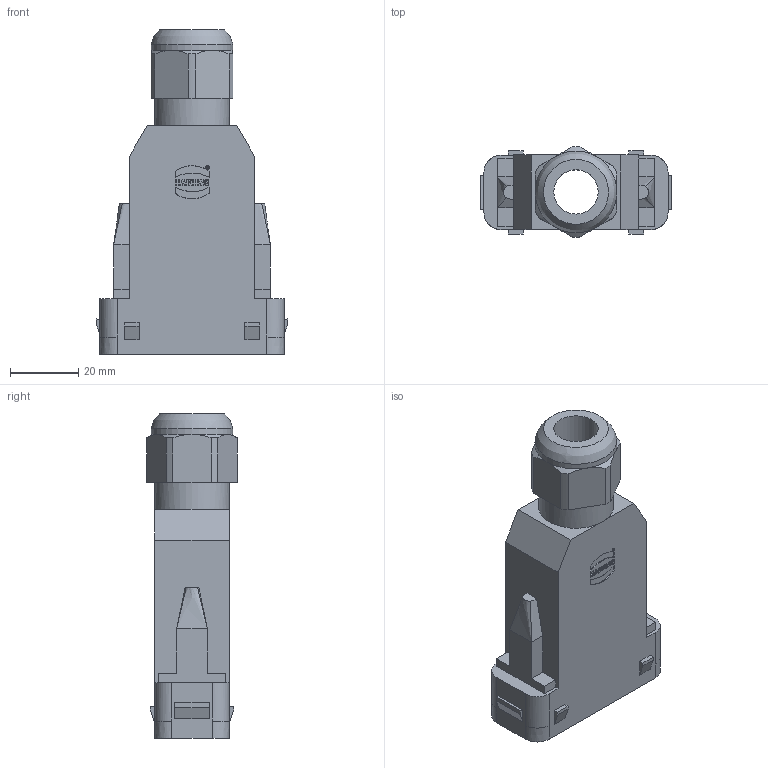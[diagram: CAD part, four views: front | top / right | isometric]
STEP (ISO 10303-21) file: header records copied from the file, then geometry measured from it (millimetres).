
FILE_DESCRIPTION(/* description */ (''),/* implementation_level */ '2;1');
FILE_NAME(/* name */ '100211701ugm000_b.stp',/* time_stamp */ '2019-10-31T14:09:17+01:00',/* author */ (''),/* organization */ (''),/* preprocessor_version */ 'ST-DEVELOPER v16.7',/* originating_system */ 'SIEMENS PLM Software NX 12.0',/* authorisation */ '');
FILE_SCHEMA (('AUTOMOTIVE_DESIGN { 1 0 10303 214 3 1 1 1 }'));
Length unit declared in the file: millimetre
Products named in the file (1): 100211701ugm000_b
Bounding box: 56.3 x 26.49 x 95.1 mm (x, y, z)
Volume: 33512.3 mm3; surface area: 21567.4 mm2
Topology: 1 solids, 1 shells, 323 faces, 854 edges, 564 vertices
Faces by surface type: plane 259, cylinder 34, bspline 24, cone 6
Full cylindrical faces by diameter (mm): 0.7 x1, 0.981 x1, 5.6 x2, 13 x1, 14.5 x1, 22 x1, 24 x1
Entity records: 12948 total; most frequent: CARTESIAN_POINT 2828, ORIENTED_EDGE 1684, DIRECTION 1462, EDGE_CURVE 842, LINE 690, VECTOR 690, VERTEX_POINT 560, AXIS2_PLACEMENT_3D 386
